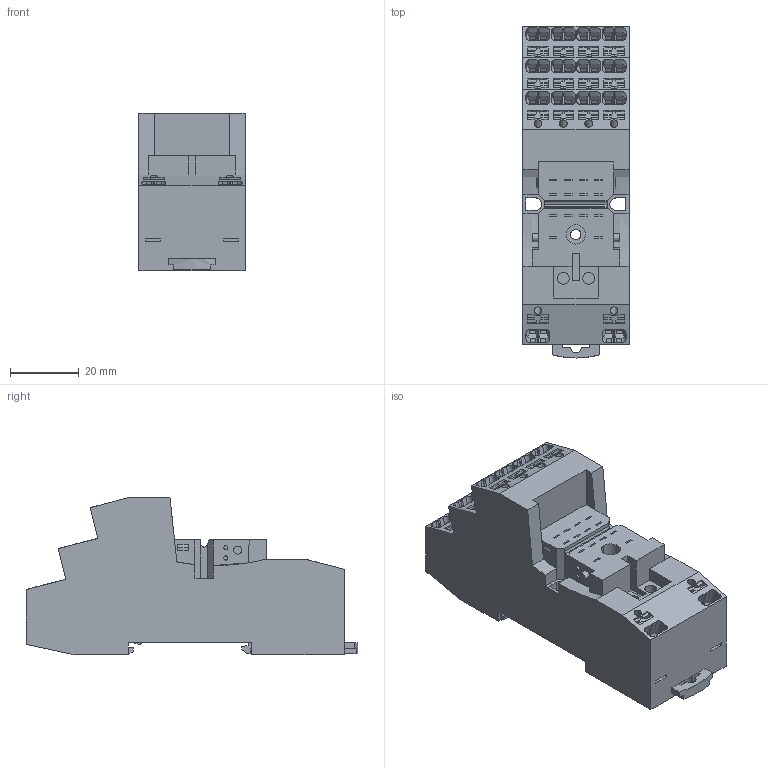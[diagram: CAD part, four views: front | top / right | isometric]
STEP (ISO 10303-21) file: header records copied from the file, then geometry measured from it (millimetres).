
FILE_DESCRIPTION(('CATIA V5 STEP Exchange','CAx-IF Rec.Pracs.--- Model Styling and Organization---1.5--- 2016-08-15','CAx-IF Rec.Pracs.---Supplemental Geometry---1.0---2011-11-01','CAx-IF Rec.Pracs.--- Composite Materials ---1.1---2010-07-15'),'2;1');
FILE_NAME ('D1620106_0', '2024-07-02T08:22:54+00:00', ('none'), ('Weidmueller'), 'CATIA Version 5-6 Release 2022 SP4 HF5', 'CATIA V5 STEP AP214 v3', 'none');
FILE_SCHEMA(('AUTOMOTIVE_DESIGN { 1 0 10303 214 1 1 1 1 }'));
Length unit declared in the file: millimetre
Products named in the file (1): S3D_CSM_P_4CO
Bounding box: 31 x 96.86 x 45.9 mm (x, y, z)
Volume: 83144.9 mm3; surface area: 21067.4 mm2
Topology: 1 solids, 1 shells, 1105 faces, 2986 edges, 1953 vertices
Faces by surface type: plane 870, cylinder 227, extrusion 8
Entity records: 33501 total; most frequent: CARTESIAN_POINT 7055, ORIENTED_EDGE 5972, DIRECTION 3954, EDGE_CURVE 2986, VECTOR 2335, LINE 2327, VERTEX_POINT 1953, EDGE_LOOP 1183
